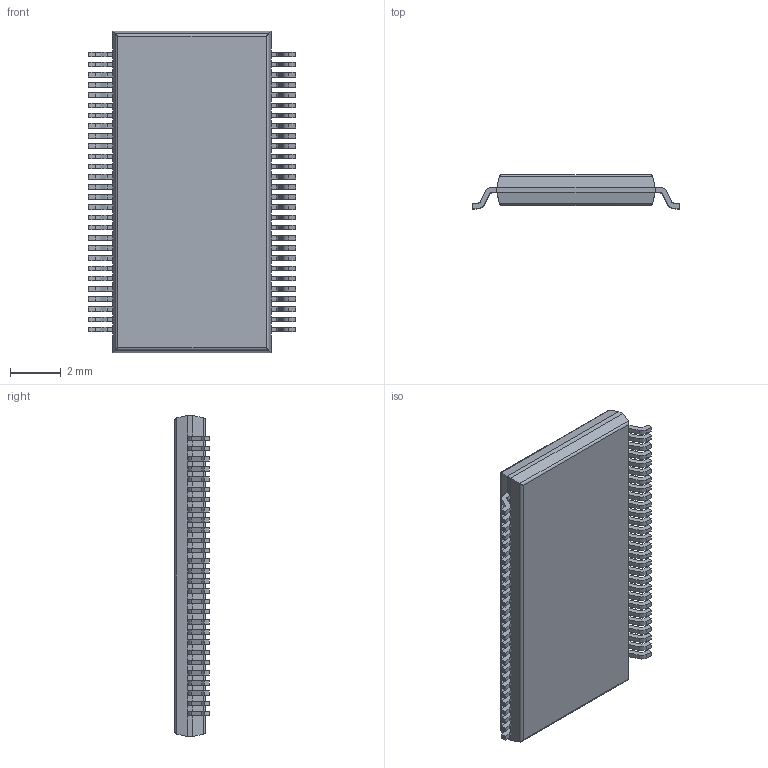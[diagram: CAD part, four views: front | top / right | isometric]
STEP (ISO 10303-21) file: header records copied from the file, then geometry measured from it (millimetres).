
FILE_DESCRIPTION (( 'STEP AP214' ), '1' );
FILE_NAME ('SOP40P810X120-56N MO-153FD R-PDSO-G-SOP-HSOP.step', '2011-02-16T09:25:21', ( 'iLLuSioN' ), ( 'Home' ), 'SwSTEP 2.0', 'SolidWorks 2009', '' );
FILE_SCHEMA (( 'AUTOMOTIVE_DESIGN' ));
Length unit declared in the file: millimetre
Products named in the file (1): SOP40P810X120-56N MO-153FD R-PDSO-G-SOP-HSOP
Bounding box: 8.16 x 1.35 x 12.6 mm (x, y, z)
Volume: 94.3 mm3; surface area: 247.4 mm2
Topology: 1 solids, 1 shells, 809 faces, 2178 edges, 1372 vertices
Faces by surface type: plane 575, cylinder 234
Entity records: 33846 total; most frequent: CARTESIAN_POINT 4384, ORIENTED_EDGE 4356, DIRECTION 4242, EDGE_CURVE 2178, VECTOR 1718, LINE 1718, VERTEX_POINT 1372, AXIS2_PLACEMENT_3D 1262
